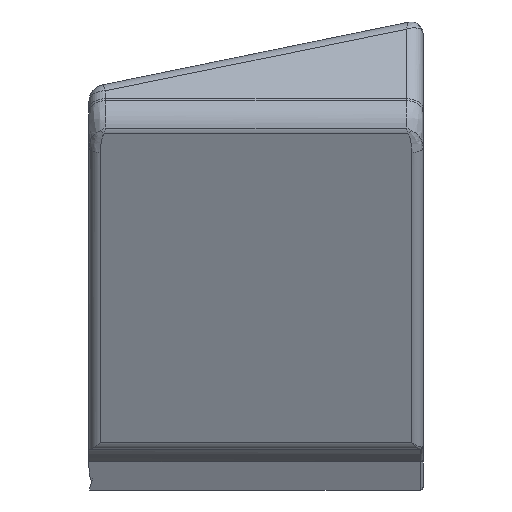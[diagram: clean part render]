
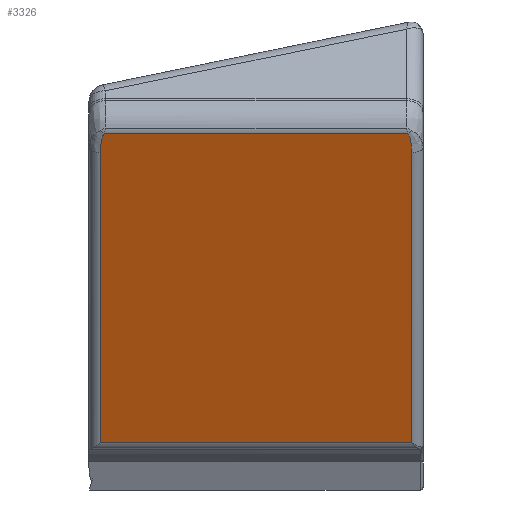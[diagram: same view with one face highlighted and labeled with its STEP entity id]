
A CAD part, left-side view. The second image highlights one B-rep face of the part: STEP entity #3326.
In plain terms, the highlighted planar face has unit normal (-0.92, 0, -0.392).
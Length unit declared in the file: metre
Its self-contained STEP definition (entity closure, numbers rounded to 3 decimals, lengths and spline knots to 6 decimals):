
#179=B_SPLINE_CURVE_WITH_KNOTS('',3,(#5002,#5003,#5004,#5005,#5006,#5007,
#5008,#5009),.UNSPECIFIED.,.F.,.F.,(4,1,1,1,1,4),(0.,0.001801,
0.003602,0.005403,0.006303,0.007203),
 .UNSPECIFIED.);
#180=B_SPLINE_CURVE_WITH_KNOTS('',3,(#5013,#5014,#5015,#5016,#5017,#5018,
#5019,#5020),.UNSPECIFIED.,.F.,.F.,(4,1,1,1,1,4),(0.,0.000903,
0.001806,0.003611,0.005417,0.007223),
 .UNSPECIFIED.);
#519=ORIENTED_EDGE('',*,*,#1579,.T.);
#520=ORIENTED_EDGE('',*,*,#1580,.T.);
#521=ORIENTED_EDGE('',*,*,#1581,.T.);
#522=ORIENTED_EDGE('',*,*,#1582,.T.);
#523=ORIENTED_EDGE('',*,*,#1583,.T.);
#524=ORIENTED_EDGE('',*,*,#1584,.T.);
#1579=EDGE_CURVE('',#2109,#2110,#2415,.T.);
#1580=EDGE_CURVE('',#2110,#2111,#179,.T.);
#1581=EDGE_CURVE('',#2111,#2112,#2416,.T.);
#1582=EDGE_CURVE('',#2112,#2113,#180,.T.);
#1583=EDGE_CURVE('',#2113,#2114,#2417,.F.);
#1584=EDGE_CURVE('',#2114,#2109,#2418,.F.);
#2109=VERTEX_POINT('',#5000);
#2110=VERTEX_POINT('',#5001);
#2111=VERTEX_POINT('',#5010);
#2112=VERTEX_POINT('',#5012);
#2113=VERTEX_POINT('',#5021);
#2114=VERTEX_POINT('',#5023);
#2415=LINE('',#4999,#2628);
#2416=LINE('',#5011,#2629);
#2417=LINE('',#5022,#2630);
#2418=LINE('',#5024,#2631);
#2628=VECTOR('',#3960,1.);
#2629=VECTOR('',#3961,1.);
#2630=VECTOR('',#3962,1.);
#2631=VECTOR('',#3963,1.);
#2831=EDGE_LOOP('',(#519,#520,#521,#522,#523,#524));
#3051=FACE_BOUND('',#2831,.T.);
#3269=PLANE('',#3559);
#3326=ADVANCED_FACE('',(#3051),#3269,.T.);
#3559=AXIS2_PLACEMENT_3D('',#4998,#3958,#3959);
#3958=DIRECTION('',(-0.92,0.,-0.392));
#3959=DIRECTION('',(-0.392,0.,0.92));
#3960=DIRECTION('',(-0.392,0.,0.92));
#3961=DIRECTION('',(0.,1.,0.));
#3962=DIRECTION('',(-0.392,0.,0.92));
#3963=DIRECTION('',(0.,1.,0.));
#4998=CARTESIAN_POINT('',(-0.125348,-0.11617,-0.068611));
#4999=CARTESIAN_POINT('',(-0.125348,-0.11217,-0.068611));
#5000=CARTESIAN_POINT('',(-0.124183,-0.11217,-0.071343));
#5001=CARTESIAN_POINT('',(-0.16724,-0.11217,0.029579));
#5002=CARTESIAN_POINT('',(-0.16724,-0.11217,0.029579));
#5003=CARTESIAN_POINT('',(-0.167476,-0.11217,0.030132));
#5004=CARTESIAN_POINT('',(-0.167947,-0.112135,0.031236));
#5005=CARTESIAN_POINT('',(-0.168651,-0.111963,0.032888));
#5006=CARTESIAN_POINT('',(-0.169233,-0.111704,0.03425));
#5007=CARTESIAN_POINT('',(-0.169685,-0.111343,0.035309));
#5008=CARTESIAN_POINT('',(-0.1699,-0.111106,0.035814));
#5009=CARTESIAN_POINT('',(-0.169993,-0.110908,0.036032));
#5010=CARTESIAN_POINT('',(-0.169993,-0.110908,0.036032));
#5011=CARTESIAN_POINT('',(-0.169993,-0.11617,0.036032));
#5012=CARTESIAN_POINT('',(-0.169993,-0.005245,0.036032));
#5013=CARTESIAN_POINT('',(-0.169993,-0.005245,0.036032));
#5014=CARTESIAN_POINT('',(-0.1699,-0.005047,0.035815));
#5015=CARTESIAN_POINT('',(-0.169682,-0.004806,0.035303));
#5016=CARTESIAN_POINT('',(-0.169231,-0.004448,0.034245));
#5017=CARTESIAN_POINT('',(-0.168652,-0.004189,0.03289));
#5018=CARTESIAN_POINT('',(-0.167947,-0.004017,0.031236));
#5019=CARTESIAN_POINT('',(-0.167476,-0.003982,0.030132));
#5020=CARTESIAN_POINT('',(-0.16724,-0.003982,0.029579));
#5021=CARTESIAN_POINT('',(-0.16724,-0.003982,0.029579));
#5022=CARTESIAN_POINT('',(-0.123146,-0.003982,-0.073773));
#5023=CARTESIAN_POINT('',(-0.124183,-0.003982,-0.071343));
#5024=CARTESIAN_POINT('',(-0.124183,-0.11617,-0.071343));
